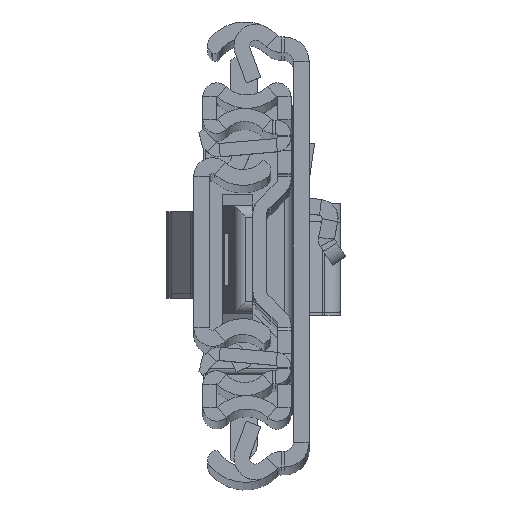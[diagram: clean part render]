
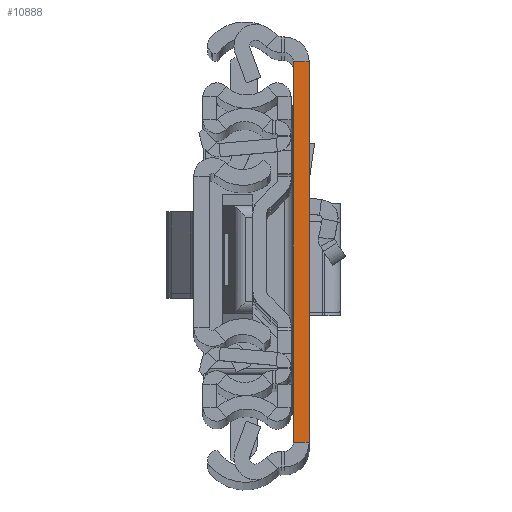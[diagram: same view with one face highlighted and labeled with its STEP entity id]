
A CAD part, top view. The second image highlights one B-rep face of the part: STEP entity #10888.
In plain terms, the highlighted planar face has unit normal (0, 0, 1).
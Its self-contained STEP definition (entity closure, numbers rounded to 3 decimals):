
#322 = DIRECTION ( 'NONE',  ( 0., 1., 0. ) ) ;
#490 = CARTESIAN_POINT ( 'NONE',  ( 2.6, -31.5, 0. ) ) ;
#1081 = VECTOR ( 'NONE', #5569, 1000. ) ;
#1461 = VECTOR ( 'NONE', #14178, 1000. ) ;
#1518 = CARTESIAN_POINT ( 'NONE',  ( 0., -31.5, 0. ) ) ;
#1681 = DIRECTION ( 'NONE',  ( 0., 0., -1. ) ) ;
#2001 = VERTEX_POINT ( 'NONE', #10519 ) ;
#2043 = LINE ( 'NONE', #490, #1461 ) ;
#2334 = VERTEX_POINT ( 'NONE', #1518 ) ;
#2712 = EDGE_CURVE ( 'NONE', #2334, #6520, #16786, .T. ) ;
#4711 = EDGE_CURVE ( 'NONE', #6520, #2001, #10207, .T. ) ;
#4832 = VECTOR ( 'NONE', #17147, 1000. ) ;
#4836 = CARTESIAN_POINT ( 'NONE',  ( 2.6, -31.5, 0. ) ) ;
#5569 = DIRECTION ( 'NONE',  ( 1., 0., 0. ) ) ;
#5943 = ORIENTED_EDGE ( 'NONE', *, *, #4711, .F. ) ;
#6144 = PLANE ( 'NONE',  #8248 ) ;
#6520 = VERTEX_POINT ( 'NONE', #19375 ) ;
#6555 = EDGE_CURVE ( 'NONE', #2334, #7827, #14731, .T. ) ;
#7161 = VECTOR ( 'NONE', #8911, 1000. ) ;
#7827 = VERTEX_POINT ( 'NONE', #16984 ) ;
#8248 = AXIS2_PLACEMENT_3D ( 'NONE', #4836, #1681, #322 ) ;
#8341 = EDGE_CURVE ( 'NONE', #7827, #2001, #2043, .T. ) ;
#8723 = CARTESIAN_POINT ( 'NONE',  ( 2.6, 31.5, 0. ) ) ;
#8911 = DIRECTION ( 'NONE',  ( 1., 0., 0. ) ) ;
#10207 = LINE ( 'NONE', #8723, #7161 ) ;
#10519 = CARTESIAN_POINT ( 'NONE',  ( 2.6, 31.5, 0. ) ) ;
#10888 = ADVANCED_FACE ( 'NONE', ( #16598 ), #6144, .F. ) ;
#11110 = EDGE_LOOP ( 'NONE', ( #5943, #17218, #15834, #17274 ) ) ;
#12242 = CARTESIAN_POINT ( 'NONE',  ( 0., -31.5, 0. ) ) ;
#14178 = DIRECTION ( 'NONE',  ( 0., 1., 0. ) ) ;
#14731 = LINE ( 'NONE', #17785, #1081 ) ;
#15834 = ORIENTED_EDGE ( 'NONE', *, *, #6555, .T. ) ;
#16598 = FACE_OUTER_BOUND ( 'NONE', #11110, .T. ) ;
#16786 = LINE ( 'NONE', #12242, #4832 ) ;
#16984 = CARTESIAN_POINT ( 'NONE',  ( 2.6, -31.5, 0. ) ) ;
#17147 = DIRECTION ( 'NONE',  ( 0., 1., 0. ) ) ;
#17218 = ORIENTED_EDGE ( 'NONE', *, *, #2712, .F. ) ;
#17274 = ORIENTED_EDGE ( 'NONE', *, *, #8341, .T. ) ;
#17785 = CARTESIAN_POINT ( 'NONE',  ( 2.6, -31.5, 0. ) ) ;
#19375 = CARTESIAN_POINT ( 'NONE',  ( 0., 31.5, 0. ) ) ;
